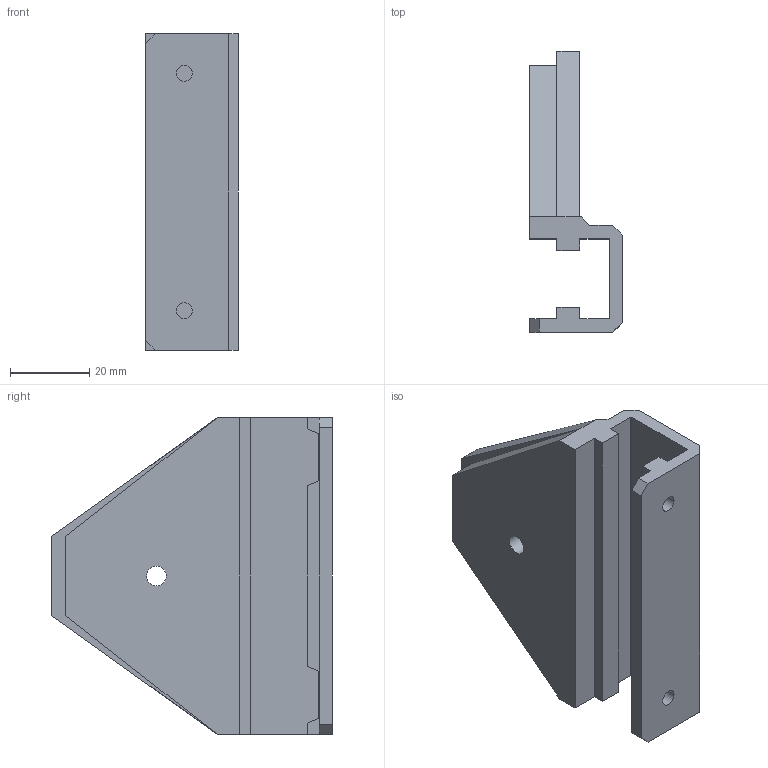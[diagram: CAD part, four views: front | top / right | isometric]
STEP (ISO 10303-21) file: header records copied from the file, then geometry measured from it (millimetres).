
FILE_DESCRIPTION(('FreeCAD Model'),'2;1');
FILE_NAME('Open CASCADE Shape Model','2021-12-24T00:25:16',('Author'),( ''),'Open CASCADE STEP processor 7.5','FreeCAD','Unknown');
FILE_SCHEMA(('AUTOMOTIVE_DESIGN { 1 0 10303 214 1 1 1 1 }'));
Length unit declared in the file: millimetre
Products named in the file (1): inner-hinge
Bounding box: 23.5 x 71 x 80 mm (x, y, z)
Volume: 47453.8 mm3; surface area: 17537.1 mm2
Topology: 1 solids, 1 shells, 48 faces, 128 edges, 82 vertices
Faces by surface type: plane 43, cylinder 5
Full cylindrical faces by diameter (mm): 4 x2, 5 x1
Entity records: 3145 total; most frequent: CARTESIAN_POINT 575, DIRECTION 457, LINE 334, VECTOR 334, ORIENTED_EDGE 256, PCURVE 256, DEFINITIONAL_REPRESENTATION 256, EDGE_CURVE 128
